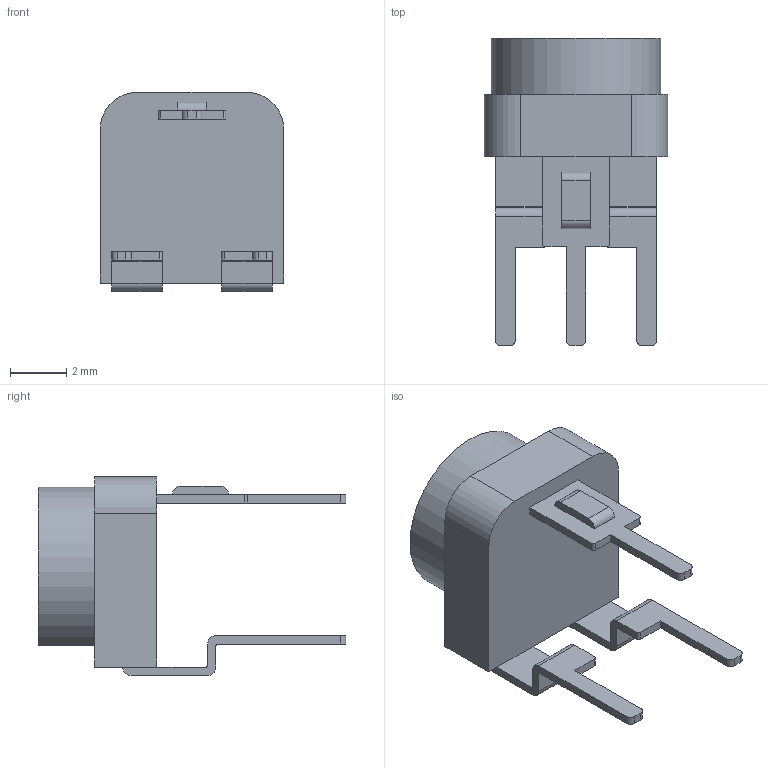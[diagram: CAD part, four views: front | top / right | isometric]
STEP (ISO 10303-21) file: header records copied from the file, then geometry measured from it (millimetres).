
FILE_DESCRIPTION (( 'STEP AP214' ), '1' );
FILE_NAME ('User Library-Pot - RES_VAR1.STEP', '2016-12-26T06:36:05', ( 'Windows User' ), ( '' ), 'SwSTEP 2.0', 'SolidWorks 2017', '' );
FILE_SCHEMA (( 'AUTOMOTIVE_DESIGN' ));
Length unit declared in the file: millimetre
Products named in the file (1): User Library-Pot - RES_VAR1
Bounding box: 6.5 x 10.9 x 7.05 mm (x, y, z)
Volume: 146 mm3; surface area: 341.9 mm2
Topology: 5 solids, 5 shells, 86 faces, 222 edges, 148 vertices
Faces by surface type: plane 59, cylinder 27
Entity records: 3464 total; most frequent: CARTESIAN_POINT 457, DIRECTION 450, ORIENTED_EDGE 444, EDGE_CURVE 222, LINE 168, VECTOR 168, VERTEX_POINT 148, AXIS2_PLACEMENT_3D 141
